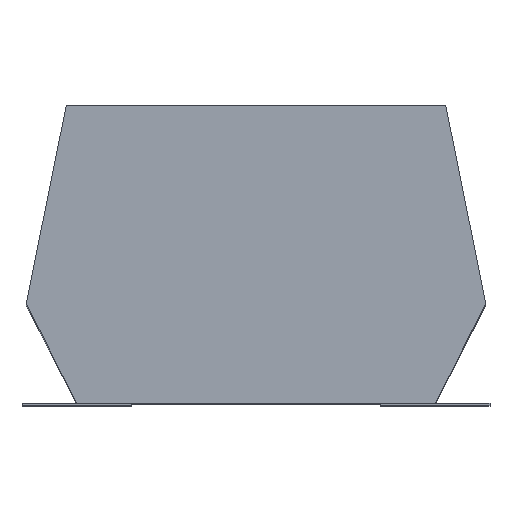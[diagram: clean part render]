
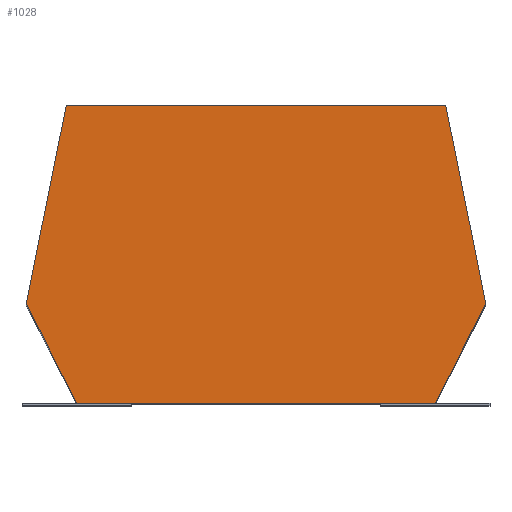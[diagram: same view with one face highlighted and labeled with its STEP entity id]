
A CAD part, top view. The second image highlights one B-rep face of the part: STEP entity #1028.
In plain terms, the highlighted planar face has unit normal (0, 0, 1).
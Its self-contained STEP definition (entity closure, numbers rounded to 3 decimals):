
#42=FACE_OUTER_BOUND('',#110,.T.);
#110=EDGE_LOOP('',(#707,#708,#709,#710,#711,#712));
#178=LINE('',#1475,#316);
#180=LINE('',#1479,#318);
#182=LINE('',#1483,#320);
#184=LINE('',#1487,#322);
#186=LINE('',#1491,#324);
#188=LINE('',#1494,#326);
#316=VECTOR('',#1194,10.);
#318=VECTOR('',#1198,10.);
#320=VECTOR('',#1202,10.);
#322=VECTOR('',#1206,10.);
#324=VECTOR('',#1210,10.);
#326=VECTOR('',#1214,10.);
#453=VERTEX_POINT('',#1472);
#454=VERTEX_POINT('',#1474);
#455=VERTEX_POINT('',#1478);
#456=VERTEX_POINT('',#1482);
#457=VERTEX_POINT('',#1486);
#458=VERTEX_POINT('',#1490);
#546=EDGE_CURVE('',#454,#453,#178,.T.);
#548=EDGE_CURVE('',#455,#454,#180,.T.);
#550=EDGE_CURVE('',#456,#455,#182,.T.);
#552=EDGE_CURVE('',#457,#456,#184,.T.);
#554=EDGE_CURVE('',#458,#457,#186,.T.);
#556=EDGE_CURVE('',#453,#458,#188,.T.);
#707=ORIENTED_EDGE('',*,*,#556,.T.);
#708=ORIENTED_EDGE('',*,*,#554,.T.);
#709=ORIENTED_EDGE('',*,*,#552,.T.);
#710=ORIENTED_EDGE('',*,*,#550,.T.);
#711=ORIENTED_EDGE('',*,*,#548,.T.);
#712=ORIENTED_EDGE('',*,*,#546,.T.);
#960=PLANE('',#1120);
#1028=ADVANCED_FACE('',(#42),#960,.T.);
#1120=AXIS2_PLACEMENT_3D('',#1495,#1215,#1216);
#1194=DIRECTION('',(-0.198,-0.98,0.));
#1198=DIRECTION('',(-1.,0.,0.));
#1202=DIRECTION('',(-0.198,0.98,0.));
#1206=DIRECTION('',(0.455,0.891,0.));
#1210=DIRECTION('',(1.,0.,0.));
#1214=DIRECTION('',(0.455,-0.891,0.));
#1215=DIRECTION('center_axis',(0.,0.,1.));
#1216=DIRECTION('ref_axis',(1.,0.,0.));
#1472=CARTESIAN_POINT('',(-5.45,2.35,7.62));
#1474=CARTESIAN_POINT('',(-4.5,7.05,7.62));
#1475=CARTESIAN_POINT('',(-5.45,2.35,7.62));
#1478=CARTESIAN_POINT('',(4.5,7.05,7.62));
#1479=CARTESIAN_POINT('',(-4.5,7.05,7.62));
#1482=CARTESIAN_POINT('',(5.45,2.35,7.62));
#1483=CARTESIAN_POINT('',(5.45,2.35,7.62));
#1486=CARTESIAN_POINT('',(4.25,0.,7.62));
#1487=CARTESIAN_POINT('',(5.45,2.35,7.62));
#1490=CARTESIAN_POINT('',(-4.25,0.,7.62));
#1491=CARTESIAN_POINT('',(-4.25,0.,7.62));
#1494=CARTESIAN_POINT('',(-5.45,2.35,7.62));
#1495=CARTESIAN_POINT('Origin',(0.,3.525,7.62));
